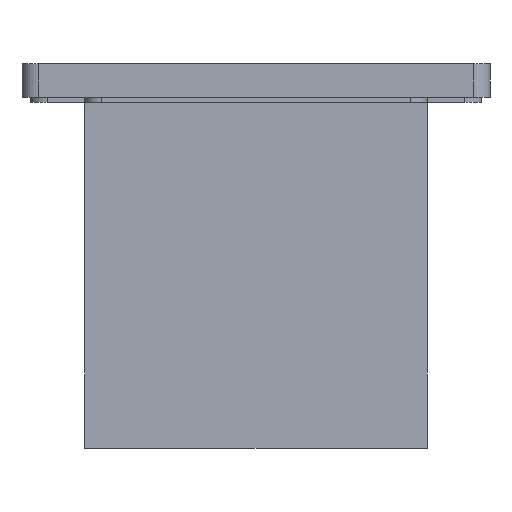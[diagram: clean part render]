
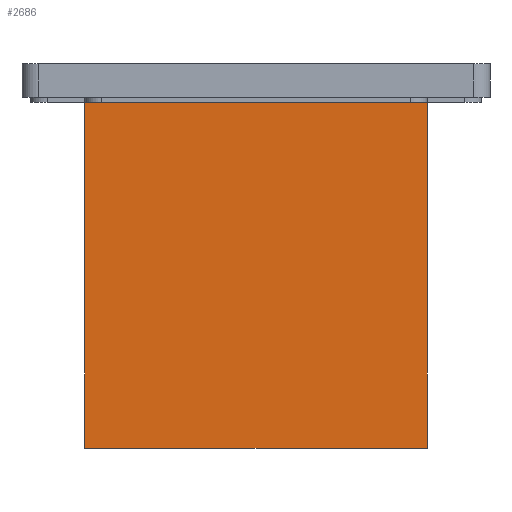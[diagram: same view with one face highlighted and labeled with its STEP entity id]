
A CAD part, left-side view. The second image highlights one B-rep face of the part: STEP entity #2686.
In plain terms, the highlighted planar face has unit normal (-1, 0, 0).
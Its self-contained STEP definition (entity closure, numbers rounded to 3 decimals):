
#20 = LINE ( 'NONE', #21, #2361 ) ;
#21 = CARTESIAN_POINT ( 'NONE',  ( -12.3, 10.25, 0. ) ) ;
#22 = DIRECTION ( 'NONE',  ( 0., -1., 0. ) ) ;
#426 = PLANE ( 'NONE',  #602 ) ;
#427 = CARTESIAN_POINT ( 'NONE',  ( -12.3, 10.25, -20.7 ) ) ;
#428 = DIRECTION ( 'NONE',  ( -1., 0., 0. ) ) ;
#429 = DIRECTION ( 'NONE',  ( 0., -1., 0. ) ) ;
#602 = AXIS2_PLACEMENT_3D ( 'NONE', #427, #428, #429 ) ;
#603 = FACE_OUTER_BOUND ( 'NONE', #1957, .T. ) ;
#825 = LINE ( 'NONE', #826, #2282 ) ;
#826 = CARTESIAN_POINT ( 'NONE',  ( -12.3, 10.25, -20.7 ) ) ;
#827 = DIRECTION ( 'NONE',  ( 0., -1., 0. ) ) ;
#1022 = EDGE_CURVE ( 'NONE', #1221, #1254, #1442, .T. ) ;
#1187 = ORIENTED_EDGE ( 'NONE', *, *, #1022, .F. ) ;
#1188 = ORIENTED_EDGE ( 'NONE', *, *, #2527, .T. ) ;
#1221 = VERTEX_POINT ( 'NONE', #1519 ) ;
#1223 = VERTEX_POINT ( 'NONE', #1521 ) ;
#1237 = VERTEX_POINT ( 'NONE', #1535 ) ;
#1254 = VERTEX_POINT ( 'NONE', #1552 ) ;
#1442 = LINE ( 'NONE', #1443, #2448 ) ;
#1443 = CARTESIAN_POINT ( 'NONE',  ( -12.3, 10.25, -20.7 ) ) ;
#1444 = DIRECTION ( 'NONE',  ( 0., 0., 1. ) ) ;
#1519 = CARTESIAN_POINT ( 'NONE',  ( -12.3, 10.25, -20.7 ) ) ;
#1521 = CARTESIAN_POINT ( 'NONE',  ( -12.3, -10.25, -20.7 ) ) ;
#1535 = CARTESIAN_POINT ( 'NONE',  ( -12.3, -10.25, 0. ) ) ;
#1552 = CARTESIAN_POINT ( 'NONE',  ( -12.3, 10.25, 0. ) ) ;
#1633 = LINE ( 'NONE', #1634, #1987 ) ;
#1634 = CARTESIAN_POINT ( 'NONE',  ( -12.3, -10.25, -20.7 ) ) ;
#1635 = DIRECTION ( 'NONE',  ( 0., 0., 1. ) ) ;
#1957 = EDGE_LOOP ( 'NONE', ( #2078, #1187, #2068, #1188 ) ) ;
#1987 = VECTOR ( 'NONE', #1635, 1000. ) ;
#2068 = ORIENTED_EDGE ( 'NONE', *, *, #2802, .T. ) ;
#2078 = ORIENTED_EDGE ( 'NONE', *, *, #2548, .F. ) ;
#2282 = VECTOR ( 'NONE', #827, 1000. ) ;
#2361 = VECTOR ( 'NONE', #22, 1000. ) ;
#2448 = VECTOR ( 'NONE', #1444, 1000. ) ;
#2527 = EDGE_CURVE ( 'NONE', #1223, #1237, #1633, .T. ) ;
#2548 = EDGE_CURVE ( 'NONE', #1254, #1237, #20, .T. ) ;
#2686 = ADVANCED_FACE ( 'NONE', ( #603 ), #426, .T. ) ;
#2802 = EDGE_CURVE ( 'NONE', #1221, #1223, #825, .T. ) ;
